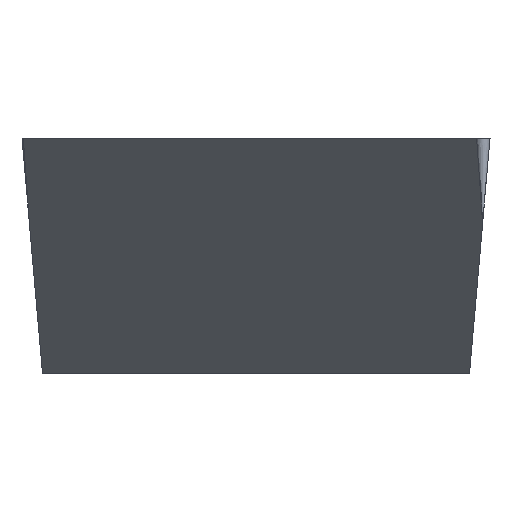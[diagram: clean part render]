
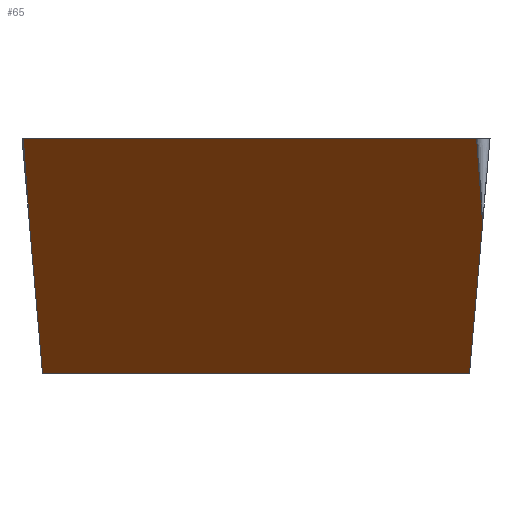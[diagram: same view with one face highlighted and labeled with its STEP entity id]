
A CAD part, left-side view. The second image highlights one B-rep face of the part: STEP entity #65.
In plain terms, the highlighted planar face has unit normal (-0.571, 0.816, -0.087).
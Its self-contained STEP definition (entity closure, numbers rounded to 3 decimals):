
#49=FACE_OUTER_BOUND('',#93,.T.);
#65=ADVANCED_FACE('',(#49),#80,.T.);
#80=PLANE('',#432);
#93=EDGE_LOOP('',(#143,#144,#145,#146,#147,#148));
#143=ORIENTED_EDGE('',*,*,#237,.T.);
#144=ORIENTED_EDGE('',*,*,#238,.T.);
#145=ORIENTED_EDGE('',*,*,#209,.T.);
#146=ORIENTED_EDGE('',*,*,#221,.T.);
#147=ORIENTED_EDGE('',*,*,#223,.T.);
#148=ORIENTED_EDGE('',*,*,#228,.T.);
#183=VERTEX_POINT('',#577);
#184=VERTEX_POINT('',#578);
#195=VERTEX_POINT('',#602);
#196=VERTEX_POINT('',#606);
#199=VERTEX_POINT('',#614);
#204=VERTEX_POINT('',#630);
#209=EDGE_CURVE('',#183,#184,#313,.T.);
#221=EDGE_CURVE('',#184,#195,#317,.T.);
#223=EDGE_CURVE('',#195,#196,#319,.T.);
#228=EDGE_CURVE('',#196,#199,#324,.T.);
#237=EDGE_CURVE('',#199,#204,#331,.T.);
#238=EDGE_CURVE('',#204,#183,#332,.T.);
#313=LINE('',#576,#341);
#317=LINE('',#601,#345);
#319=LINE('',#605,#347);
#324=LINE('',#616,#352);
#331=LINE('',#631,#359);
#332=LINE('',#633,#360);
#341=VECTOR('',#472,1.);
#345=VECTOR('',#494,1.);
#347=VECTOR('',#498,1.);
#352=VECTOR('',#505,1.);
#359=VECTOR('',#520,1.);
#360=VECTOR('',#523,1.);
#432=AXIS2_PLACEMENT_3D('',#634,#524,#525);
#472=DIRECTION('',(0.819,0.574,0.));
#494=DIRECTION('',(0.05,-0.071,-0.996));
#498=DIRECTION('',(0.027,-0.087,-0.996));
#505=DIRECTION('',(-0.819,-0.574,0.));
#520=DIRECTION('',(-0.266,-0.084,0.96));
#523=DIRECTION('',(-0.05,0.071,0.996));
#524=DIRECTION('',(-0.571,0.816,-0.087));
#525=DIRECTION('',(0.819,0.574,0.));
#576=CARTESIAN_POINT('',(-9.81,-2.993,0.));
#577=CARTESIAN_POINT('',(-9.81,-2.993,0.));
#578=CARTESIAN_POINT('',(-1.027,3.157,0.));
#601=CARTESIAN_POINT('',(-1.027,3.157,0.));
#602=CARTESIAN_POINT('',(-0.97,3.075,-1.143));
#605=CARTESIAN_POINT('',(-0.97,3.075,-1.143));
#606=CARTESIAN_POINT('',(-0.913,2.897,-3.18));
#614=CARTESIAN_POINT('',(-9.187,-2.897,-3.18));
#616=CARTESIAN_POINT('',(-0.913,2.897,-3.18));
#630=CARTESIAN_POINT('',(-9.753,-3.075,-1.143));
#631=CARTESIAN_POINT('',(-9.187,-2.897,-3.18));
#633=CARTESIAN_POINT('',(-9.753,-3.075,-1.143));
#634=CARTESIAN_POINT('',(-0.109,3.799,0.));
